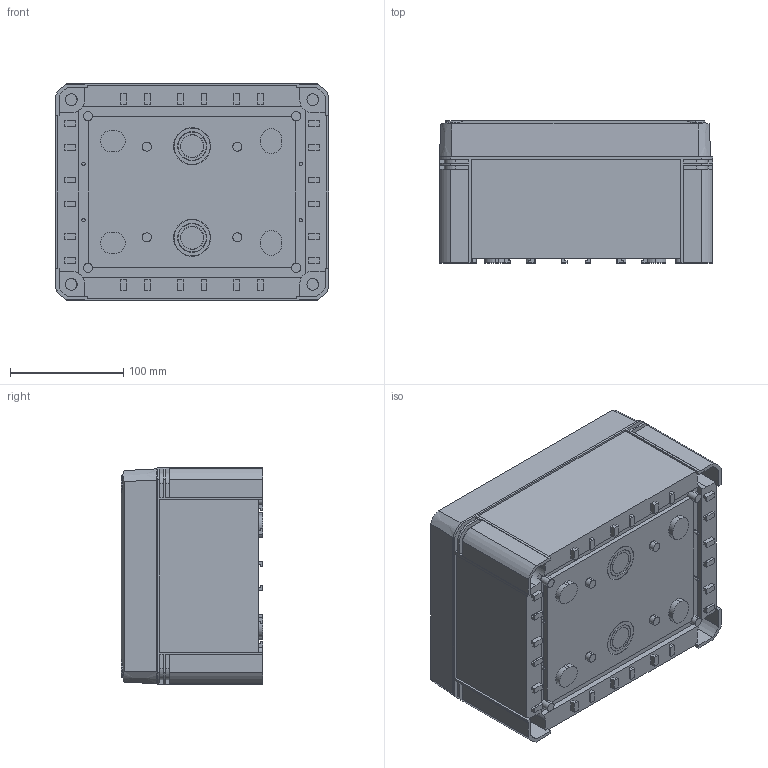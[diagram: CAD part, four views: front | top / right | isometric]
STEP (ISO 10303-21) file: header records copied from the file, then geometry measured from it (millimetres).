
FILE_DESCRIPTION (( 'STEP AP214' ), '1' );
FILE_NAME ('2005498.STEP', '2024-03-12T07:19:33', ( '' ), ( '' ), 'SwSTEP 2.0', 'SolidWorks 2022', '' );
FILE_SCHEMA (( 'AUTOMOTIVE_DESIGN' ));
Length unit declared in the file: millimetre
Products named in the file (10): 113231_Standard; ED170-04-02_Standard; 2005498; 116133_55; pan head cross recess screw_iso_ISO 7045 - M3 x 10 - Z --- 10N; 051959_Standard; 087700_Standard; 091280_Standard; 092861_S-925; 077121_2_S925BC-10-JB-LGR
Assembly tree (21 placements, depth 3):
  2005498
    077121_2_S925BC-10-JB-LGR
    113231_Standard
      051959_Standard
    087700_Standard  x4
    ED170-04-02_Standard  x3
    092861_S-925
    091280_Standard  x2
    pan head cross recess screw_iso_ISO 7045 - M3 x 10 - Z --- 10N  x4
    116133_55  x4
Bounding box: 241.57 x 125.41 x 191 mm (x, y, z)
Volume: 713280.5 mm3; surface area: 495224 mm2
Topology: 20 solids, 20 shells, 975 faces, 2563 edges, 1683 vertices
Faces by surface type: plane 671, cylinder 178, cone 92, torus 16, bspline 10, sphere 8
Entity records: 24064 total; most frequent: CARTESIAN_POINT 5762, ORIENTED_EDGE 3754, DIRECTION 3543, EDGE_CURVE 1877, LINE 1335, VECTOR 1335, VERTEX_POINT 1251, AXIS2_PLACEMENT_3D 1104
